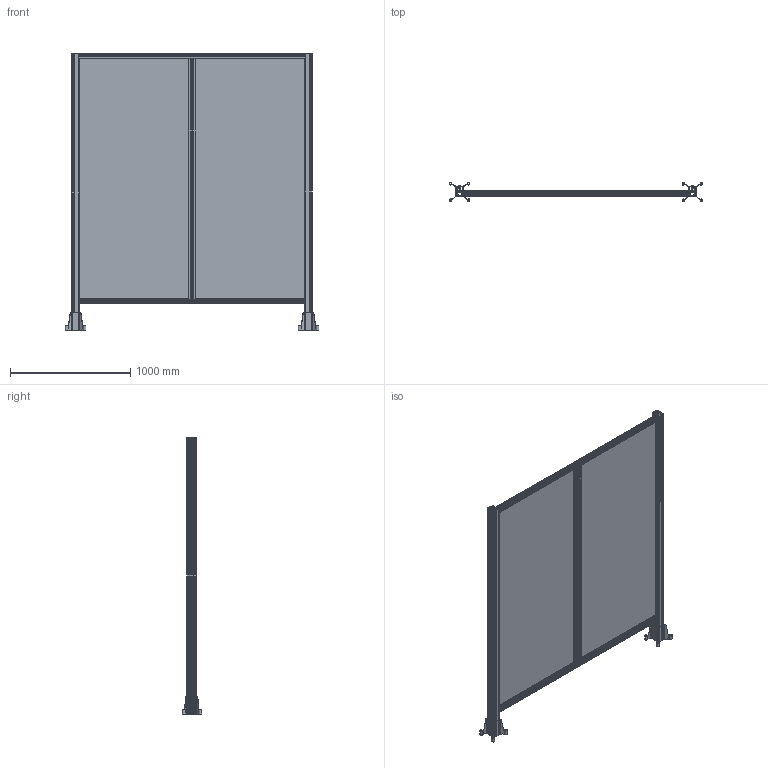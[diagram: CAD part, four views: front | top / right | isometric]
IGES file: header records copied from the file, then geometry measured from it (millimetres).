
Global section: file name: No Iges File Name specified; native system: Autodesk Inventor 2012; preprocessor: AutoDesk Inventor Iges Exporter R2012; author: marina kaa; date: 20121123.140338; units: millimetre
Bounding box: 2113.97 x 163.44 x 2300 mm (x, y, z)
Volume: 24371353.1 mm3; surface area: 16966862 mm2
Topology: 2 solids, 2 shells, 1240 faces, 3903 edges, 2538 vertices
Faces by surface type: plane 707, revolution 312, cylinder 221
